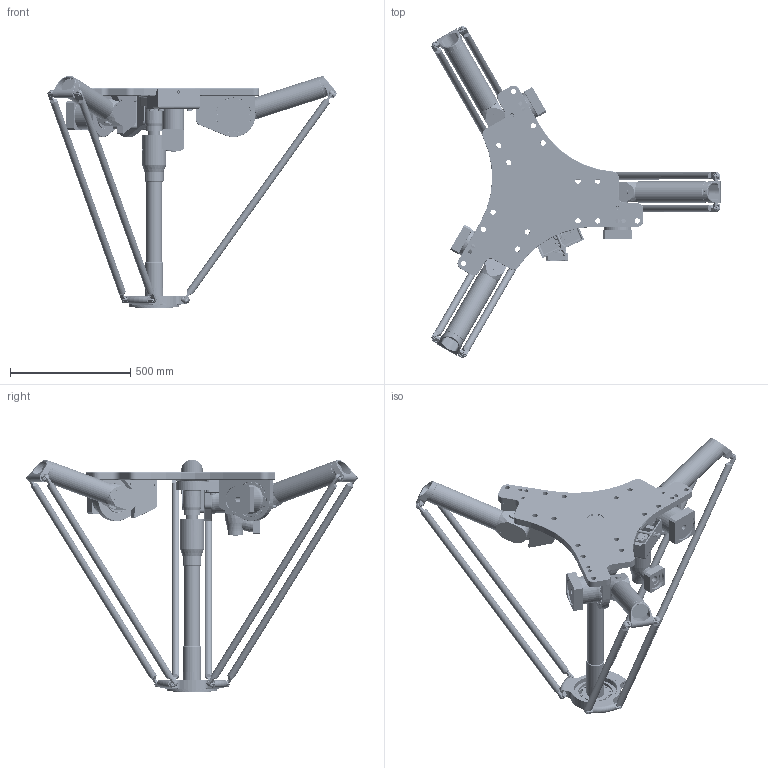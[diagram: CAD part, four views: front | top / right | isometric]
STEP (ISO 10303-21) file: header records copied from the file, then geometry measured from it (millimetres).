
FILE_DESCRIPTION(/* description */ (''),/* implementation_level */ '2;1');
FILE_NAME(/* name */ '3D-model_A_00832-01.stp',/* time_stamp */ '2022-01-25T15:28:39+01:00',/* author */ ('michael.schutter'),/* organization */ ('Majatronic'),/* preprocessor_version */ 'ST-DEVELOPER v16.5',/* originating_system */ 'Autodesk Inventor 2017',/* authorisation */ '');
FILE_SCHEMA (('AUTOMOTIVE_DESIGN { 1 0 10303 214 3 1 1 }'));
Length unit declared in the file: millimetre
Products named in the file (12): A_00852_DUMMY; MT_BGR00018754MT_BGR; MT_WST00058288MT_WST; MT_WST00055121MT_WST; MT_WST00058294MT_WST; MT_WST00055005MT_WST; MT_WST00055470MT_WST; MT_WST00050309MT_WST; MT_WST00055090MT_WST; MT_WST00058293MT_WST; MT_WST00105248; MT_WST00105247
Assembly tree (25 placements, depth 3):
  A_00852_DUMMY
    MT_BGR00018754MT_BGR
      MT_WST00058288MT_WST
      MT_WST00055121MT_WST  x3
      MT_WST00058294MT_WST
    MT_WST00055005MT_WST  x3
    MT_WST00050309MT_WST  x6
    MT_WST00055470MT_WST  x6
    MT_WST00055090MT_WST
    MT_WST00058293MT_WST
    MT_WST00105248
    MT_WST00105247
Bounding box: 1201.13 x 1379.04 x 964.72 mm (x, y, z)
Volume: 36988525.6 mm3; surface area: 3533211.6 mm2
Topology: 24 solids, 41 shells, 3638 faces, 7963 edges, 4994 vertices
Faces by surface type: plane 1681, cylinder 1137, bspline 377, cone 243, torus 196, sphere 4
Full cylindrical faces by diameter (mm): 3 x3, 4 x1, 4.134 x12, 4.917 x12, 5 x96, 8 x72, 8.2 x36, 8.376 x6, 8.5 x96, 9.6 x3, 10 x11, 12 x25, 13 x36, 16 x13, 17.294 x6, 18 x48, 22 x15, 24 x7, 25 x1, 28 x1, 29.98 x12, 30 x19, 40 x5, 49.5 x1, 50 x2, 56 x1, 58 x1, 60 x1, 61.84 x1, 62 x1
Entity records: 71685 total; most frequent: CARTESIAN_POINT 25061, DIRECTION 9647, ORIENTED_EDGE 8304, EDGE_CURVE 4152, AXIS2_PLACEMENT_3D 3669, EDGE_LOOP 3004, VERTEX_POINT 2928, LINE 2309
